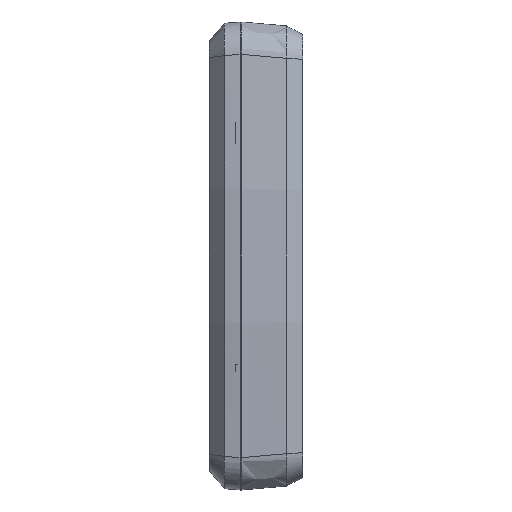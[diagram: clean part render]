
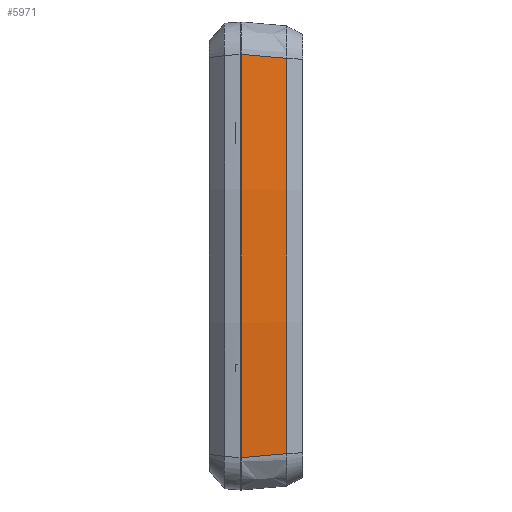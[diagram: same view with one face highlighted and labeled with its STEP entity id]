
A CAD part, left-side view. The second image highlights one B-rep face of the part: STEP entity #5971.
In plain terms, the highlighted free-form (B-spline) face has degree [2, 1] with [3, 2] control points.
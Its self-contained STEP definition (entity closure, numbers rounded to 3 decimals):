
#5610 = VERTEX_POINT('',#5611);
#5611 = CARTESIAN_POINT('',(-94.741,-13.929,
    61.019));
#5657 = EDGE_CURVE('',#5658,#5610,#5660,.T.);
#5658 = VERTEX_POINT('',#5659);
#5659 = CARTESIAN_POINT('',(-94.741,-13.929,
    -61.019));
#5660 = ( BOUNDED_CURVE() B_SPLINE_CURVE(2,(#5661,#5662,#5663),
.UNSPECIFIED.,.F.,.F.) B_SPLINE_CURVE_WITH_KNOTS((3,3),(4.607,
4.817),.PIECEWISE_BEZIER_KNOTS.) CURVE() 
GEOMETRIC_REPRESENTATION_ITEM() RATIONAL_B_SPLINE_CURVE((1.,
0.994,1.)) REPRESENTATION_ITEM('') );
#5661 = CARTESIAN_POINT('',(-94.741,-13.929,
    -61.019));
#5662 = CARTESIAN_POINT('',(-101.168,-13.929,
    0.));
#5663 = CARTESIAN_POINT('',(-94.741,-13.929,
    61.019));
#5921 = EDGE_CURVE('',#5610,#5922,#5924,.T.);
#5922 = VERTEX_POINT('',#5923);
#5923 = CARTESIAN_POINT('',(-95.835,0.,62.259));
#5924 = B_SPLINE_CURVE_WITH_KNOTS('',3,(#5925,#5926,#5927,#5928),
  .UNSPECIFIED.,.F.,.F.,(4,4),(0.006,0.021),
  .PIECEWISE_BEZIER_KNOTS.);
#5925 = CARTESIAN_POINT('',(-94.741,-13.929,
    61.019));
#5926 = CARTESIAN_POINT('',(-95.106,-9.286,
    61.432));
#5927 = CARTESIAN_POINT('',(-95.471,-4.643,
    61.845));
#5928 = CARTESIAN_POINT('',(-95.835,0.,62.259));
#5971 = ADVANCED_FACE('',(#5972),#5991,.T.);
#5972 = FACE_BOUND('',#5973,.T.);
#5973 = EDGE_LOOP('',(#5974,#5983,#5984,#5985));
#5974 = ORIENTED_EDGE('',*,*,#5975,.T.);
#5975 = EDGE_CURVE('',#5976,#5658,#5978,.T.);
#5976 = VERTEX_POINT('',#5977);
#5977 = CARTESIAN_POINT('',(-95.835,0.,-62.259));
#5978 = B_SPLINE_CURVE_WITH_KNOTS('',3,(#5979,#5980,#5981,#5982),
  .UNSPECIFIED.,.F.,.F.,(4,4),(0.,0.016),
  .PIECEWISE_BEZIER_KNOTS.);
#5979 = CARTESIAN_POINT('',(-95.835,0.,-62.259));
#5980 = CARTESIAN_POINT('',(-95.471,-4.643,
    -61.845));
#5981 = CARTESIAN_POINT('',(-95.106,-9.286,
    -61.432));
#5982 = CARTESIAN_POINT('',(-94.741,-13.929,
    -61.019));
#5983 = ORIENTED_EDGE('',*,*,#5657,.T.);
#5984 = ORIENTED_EDGE('',*,*,#5921,.T.);
#5985 = ORIENTED_EDGE('',*,*,#5986,.F.);
#5986 = EDGE_CURVE('',#5976,#5922,#5987,.T.);
#5987 = ( BOUNDED_CURVE() B_SPLINE_CURVE(2,(#5988,#5989,#5990),
.UNSPECIFIED.,.F.,.F.) B_SPLINE_CURVE_WITH_KNOTS((3,3),(4.606,
4.819),.PIECEWISE_BEZIER_KNOTS.) CURVE() 
GEOMETRIC_REPRESENTATION_ITEM() RATIONAL_B_SPLINE_CURVE((1.,
0.994,1.)) REPRESENTATION_ITEM('') );
#5988 = CARTESIAN_POINT('',(-95.835,0.,-62.259));
#5989 = CARTESIAN_POINT('',(-102.513,0.,0.));
#5990 = CARTESIAN_POINT('',(-95.835,0.,62.259));
#5991 = ( BOUNDED_SURFACE() B_SPLINE_SURFACE(2,1,(
    (#5992,#5993)
    ,(#5994,#5995)
    ,(#5996,#5997
)),.UNSPECIFIED.,.F.,.F.,.F.) B_SPLINE_SURFACE_WITH_KNOTS((3,3),(2,2),(
    4.606,4.819),(-15.58,0.),
.PIECEWISE_BEZIER_KNOTS.) GEOMETRIC_REPRESENTATION_ITEM() 
RATIONAL_B_SPLINE_SURFACE((
    (1.,1.)
    ,(0.994,0.994)
,(1.,1.))) REPRESENTATION_ITEM('') SURFACE() );
#5992 = CARTESIAN_POINT('',(-94.623,-13.929,
    -62.129));
#5993 = CARTESIAN_POINT('',(-95.835,0.,
    -62.259));
#5994 = CARTESIAN_POINT('',(-101.287,-13.929,
    0.));
#5995 = CARTESIAN_POINT('',(-102.513,0.,
    0.));
#5996 = CARTESIAN_POINT('',(-94.623,-13.929,
    62.129));
#5997 = CARTESIAN_POINT('',(-95.835,0.,
    62.259));
